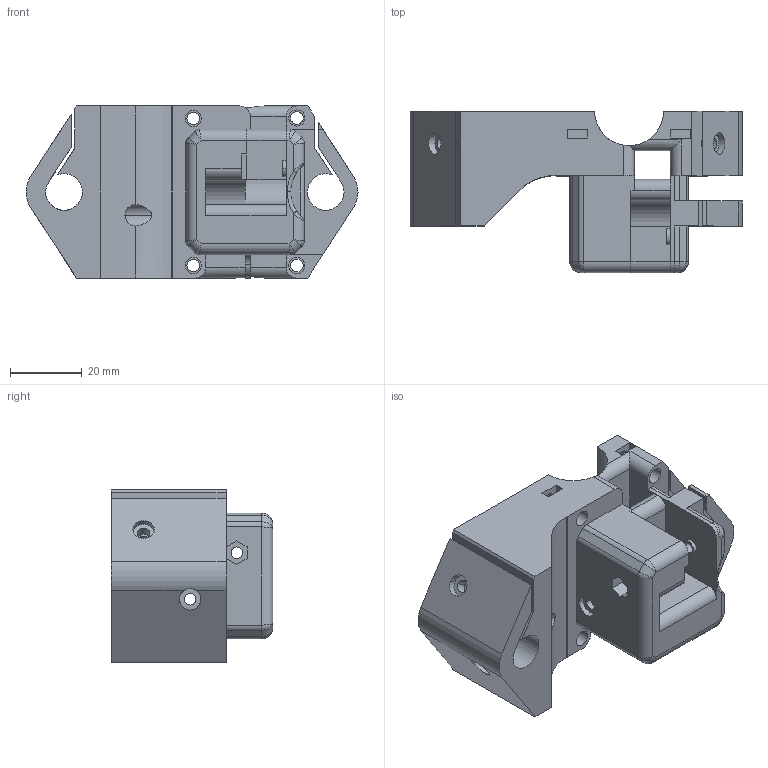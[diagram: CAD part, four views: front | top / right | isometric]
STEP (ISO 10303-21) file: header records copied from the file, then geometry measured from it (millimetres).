
FILE_DESCRIPTION(('CATIA V5 STEP Exchange'),'2;1');
FILE_NAME('HYPERCUBE-EVO-0011_NGEN.stp','2018-08-25T14:13:55+00:00',('none'),('none'),'CATIA Version 5 Release 21 GA (IN-10)','CATIA V5 STEP AP203','none');
FILE_SCHEMA(('CONFIG_CONTROL_DESIGN'));
Length unit declared in the file: millimetre
Products named in the file (1): HYPERCUBE-EVO-0011_NGEN
Bounding box: 92.6 x 45 x 48 mm (x, y, z)
Volume: 85955.5 mm3; surface area: 27023.3 mm2
Topology: 1 solids, 1 shells, 253 faces, 686 edges, 441 vertices
Faces by surface type: plane 124, cylinder 117, bspline 10, torus 2
Entity records: 8040 total; most frequent: CARTESIAN_POINT 2099, ORIENTED_EDGE 1356, DIRECTION 930, EDGE_CURVE 678, VERTEX_POINT 441, VECTOR 426, LINE 426, AXIS2_PLACEMENT_3D 353
